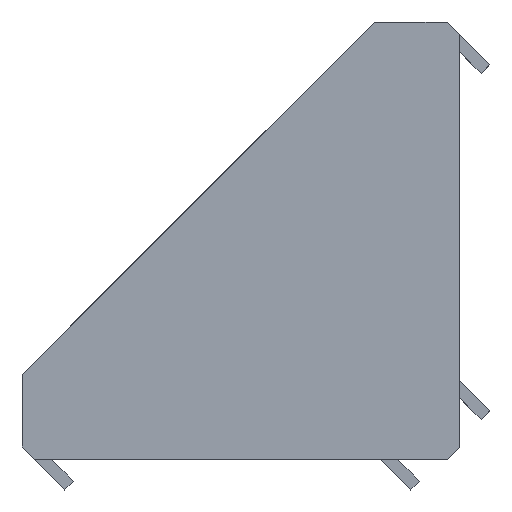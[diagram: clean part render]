
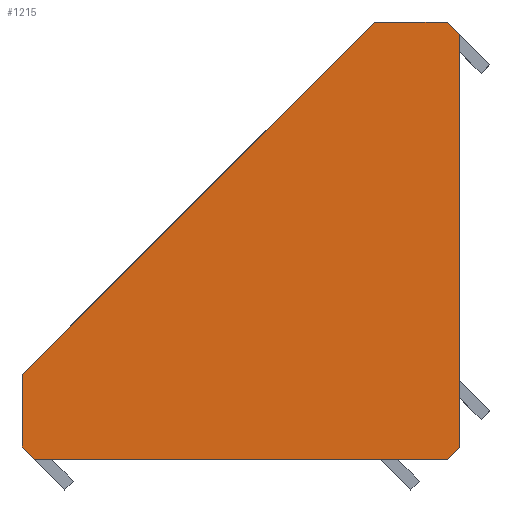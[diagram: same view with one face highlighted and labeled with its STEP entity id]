
A CAD part, top view. The second image highlights one B-rep face of the part: STEP entity #1215.
In plain terms, the highlighted planar face has unit normal (0, 0, 1).
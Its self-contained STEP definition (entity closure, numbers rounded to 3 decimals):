
#13 = VERTEX_POINT ( 'NONE', #1230 ) ;
#27 = VERTEX_POINT ( 'NONE', #1216 ) ;
#40 = VERTEX_POINT ( 'NONE', #1199 ) ;
#117 = VERTEX_POINT ( 'NONE', #1066 ) ;
#120 = VERTEX_POINT ( 'NONE', #1063 ) ;
#156 = VERTEX_POINT ( 'NONE', #1025 ) ;
#427 = DIRECTION ( 'NONE',  ( 0.707, 0.707, 0. ) ) ;
#444 = CARTESIAN_POINT ( 'NONE',  ( 36., 88.433, 18. ) ) ;
#456 = DIRECTION ( 'NONE',  ( 0., -1., 0. ) ) ;
#457 = CARTESIAN_POINT ( 'NONE',  ( 0., 94.433, 18. ) ) ;
#474 = DIRECTION ( 'NONE',  ( -0.707, -0.707, 0. ) ) ;
#486 = DIRECTION ( 'NONE',  ( -1., 0., 0. ) ) ;
#492 = CARTESIAN_POINT ( 'NONE',  ( 29., 123.433, 18. ) ) ;
#505 = CARTESIAN_POINT ( 'NONE',  ( 35., 123.433, 18. ) ) ;
#647 = DIRECTION ( 'NONE',  ( 0., 1., 0. ) ) ;
#648 = CARTESIAN_POINT ( 'NONE',  ( 36., 122.433, 18. ) ) ;
#654 = DIRECTION ( 'NONE',  ( -0.707, 0.707, 0. ) ) ;
#661 = CARTESIAN_POINT ( 'NONE',  ( 35., 123.433, 18. ) ) ;
#684 = DIRECTION ( 'NONE',  ( 0.707, -0.707, 0. ) ) ;
#685 = CARTESIAN_POINT ( 'NONE',  ( 0., 88.433, 18. ) ) ;
#693 = DIRECTION ( 'NONE',  ( 1., 0., 0. ) ) ;
#710 = CARTESIAN_POINT ( 'NONE',  ( 1., 87.433, 18. ) ) ;
#806 = VECTOR ( 'NONE', #647, 1000. ) ;
#809 = LINE ( 'NONE', #648, #806 ) ;
#810 = VECTOR ( 'NONE', #654, 1000. ) ;
#815 = LINE ( 'NONE', #661, #810 ) ;
#830 = VECTOR ( 'NONE', #684, 1000. ) ;
#833 = LINE ( 'NONE', #685, #830 ) ;
#836 = VECTOR ( 'NONE', #693, 1000. ) ;
#841 = LINE ( 'NONE', #710, #836 ) ;
#928 = FACE_OUTER_BOUND ( 'NONE', #2132, .T. ) ;
#993 = VERTEX_POINT ( 'NONE', #1021 ) ;
#1001 = VERTEX_POINT ( 'NONE', #1015 ) ;
#1015 = CARTESIAN_POINT ( 'NONE',  ( 0., 88.433, 18. ) ) ;
#1021 = CARTESIAN_POINT ( 'NONE',  ( 36., 88.433, 18. ) ) ;
#1025 = CARTESIAN_POINT ( 'NONE',  ( 36., 122.433, 18. ) ) ;
#1063 = CARTESIAN_POINT ( 'NONE',  ( 0., 94.433, 18. ) ) ;
#1066 = CARTESIAN_POINT ( 'NONE',  ( 29., 123.433, 18. ) ) ;
#1199 = CARTESIAN_POINT ( 'NONE',  ( 1., 87.433, 18. ) ) ;
#1215 = ADVANCED_FACE ( 'NONE', ( #928 ), #1482, .F. ) ;
#1216 = CARTESIAN_POINT ( 'NONE',  ( 35., 123.433, 18. ) ) ;
#1230 = CARTESIAN_POINT ( 'NONE',  ( 35., 87.433, 18. ) ) ;
#1353 = AXIS2_PLACEMENT_3D ( 'NONE', #1489, #1480, #1479 ) ;
#1479 = DIRECTION ( 'NONE',  ( -1., 0., 0. ) ) ;
#1480 = DIRECTION ( 'NONE',  ( 0., 0., -1. ) ) ;
#1482 = PLANE ( 'NONE',  #1353 ) ;
#1489 = CARTESIAN_POINT ( 'NONE',  ( 32., 126.433, 18. ) ) ;
#1926 = ORIENTED_EDGE ( 'NONE', *, *, #2655, .T. ) ;
#1927 = ORIENTED_EDGE ( 'NONE', *, *, #2782, .T. ) ;
#1928 = ORIENTED_EDGE ( 'NONE', *, *, #2665, .T. ) ;
#1957 = ORIENTED_EDGE ( 'NONE', *, *, #2800, .T. ) ;
#1976 = ORIENTED_EDGE ( 'NONE', *, *, #2789, .T. ) ;
#1978 = ORIENTED_EDGE ( 'NONE', *, *, #2778, .T. ) ;
#1979 = ORIENTED_EDGE ( 'NONE', *, *, #2652, .T. ) ;
#1980 = ORIENTED_EDGE ( 'NONE', *, *, #2667, .T. ) ;
#2132 = EDGE_LOOP ( 'NONE', ( #1979, #1957, #1980, #1928, #1978, #1927, #1976, #1926 ) ) ;
#2344 = LINE ( 'NONE', #492, #2467 ) ;
#2353 = VECTOR ( 'NONE', #486, 1000. ) ;
#2376 = LINE ( 'NONE', #505, #2353 ) ;
#2452 = VECTOR ( 'NONE', #427, 1000. ) ;
#2467 = VECTOR ( 'NONE', #474, 1000. ) ;
#2483 = LINE ( 'NONE', #457, #2497 ) ;
#2497 = VECTOR ( 'NONE', #456, 1000. ) ;
#2502 = LINE ( 'NONE', #444, #2452 ) ;
#2652 = EDGE_CURVE ( 'NONE', #40, #13, #841, .T. ) ;
#2655 = EDGE_CURVE ( 'NONE', #1001, #40, #833, .T. ) ;
#2665 = EDGE_CURVE ( 'NONE', #156, #27, #815, .T. ) ;
#2667 = EDGE_CURVE ( 'NONE', #993, #156, #809, .T. ) ;
#2778 = EDGE_CURVE ( 'NONE', #27, #117, #2376, .T. ) ;
#2782 = EDGE_CURVE ( 'NONE', #117, #120, #2344, .T. ) ;
#2789 = EDGE_CURVE ( 'NONE', #120, #1001, #2483, .T. ) ;
#2800 = EDGE_CURVE ( 'NONE', #13, #993, #2502, .T. ) ;
